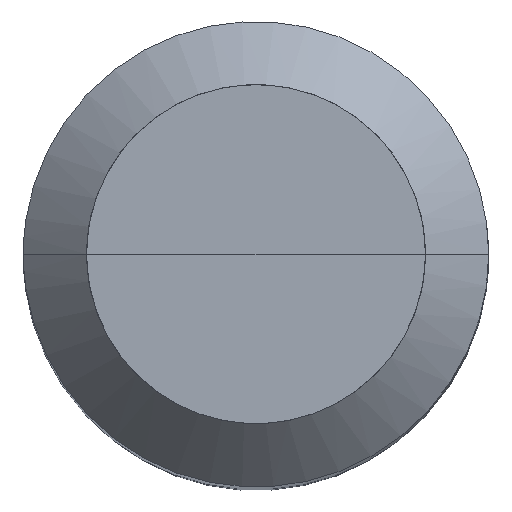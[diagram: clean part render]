
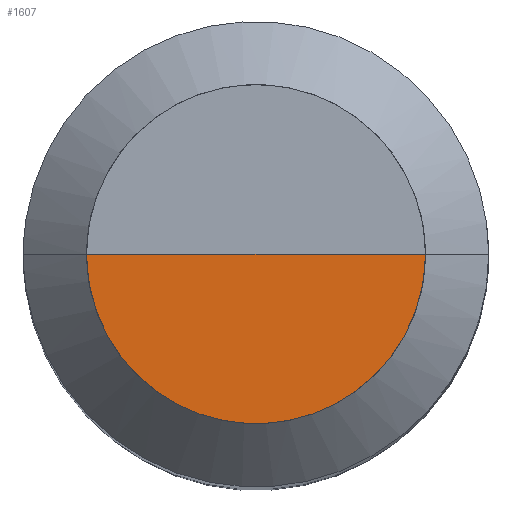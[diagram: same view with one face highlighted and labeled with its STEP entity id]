
A CAD part, top view. The second image highlights one B-rep face of the part: STEP entity #1607.
In plain terms, the highlighted free-form (B-spline) face has degree [1, 2] with [2, 5] control points.
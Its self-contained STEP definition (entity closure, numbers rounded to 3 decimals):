
#1250=CARTESIAN_POINT('',(5.1,0.0,45.0));
#1254=CARTESIAN_POINT('',(-5.1,0.0,45.0));
#1255=CARTESIAN_POINT('',(0.0,0.0,45.0));
#1268=CARTESIAN_POINT('',(-5.1,-5.1,45.0));
#1269=CARTESIAN_POINT('',(0.0,-5.1,45.0));
#1270=CARTESIAN_POINT('',(5.1,-5.1,45.0));
#1592=(
BOUNDED_SURFACE()
B_SPLINE_SURFACE(1,2,(
(#1254,#1268,#1269,#1270,#1250),
(#1255,#1255,#1255,#1255,#1255)
), .UNSPECIFIED.,.F.,.F.,.F.)
B_SPLINE_SURFACE_WITH_KNOTS((2,2),(3,2,3),(
0.0,1.0),(
0.0,0.5,1.0), .UNSPECIFIED.)
GEOMETRIC_REPRESENTATION_ITEM()
RATIONAL_B_SPLINE_SURFACE(((1.0,0.707,1.0,0.707,1.0),
(1.0,0.707,1.0,0.707,1.0)
))
REPRESENTATION_ITEM('')
SURFACE()
);
#1593=(
BOUNDED_CURVE()
B_SPLINE_CURVE(1,(#1255,#1250),.UNSPECIFIED.,.F.,.F.)
B_SPLINE_CURVE_WITH_KNOTS((2,2),
(0.0,1.0),.UNSPECIFIED.)
CURVE()
GEOMETRIC_REPRESENTATION_ITEM()
RATIONAL_B_SPLINE_CURVE((1.0,1.0))
REPRESENTATION_ITEM('')
);
#1594=(
BOUNDED_CURVE()
B_SPLINE_CURVE(2,(#1250,#1270,#1269,#1268,#1254),.UNSPECIFIED.,.F.,.F.)
B_SPLINE_CURVE_WITH_KNOTS((3,2,3),
(0.0,0.5,1.0),.UNSPECIFIED.)
CURVE()
GEOMETRIC_REPRESENTATION_ITEM()
RATIONAL_B_SPLINE_CURVE((1.0,0.707,1.0,0.707,1.0))
REPRESENTATION_ITEM('')
);
#1595=(
BOUNDED_CURVE()
B_SPLINE_CURVE(1,(#1254,#1255),.UNSPECIFIED.,.F.,.F.)
B_SPLINE_CURVE_WITH_KNOTS((2,2),
(0.0,1.0),.UNSPECIFIED.)
CURVE()
GEOMETRIC_REPRESENTATION_ITEM()
RATIONAL_B_SPLINE_CURVE((1.0,1.0))
REPRESENTATION_ITEM('')
);
#1596=VERTEX_POINT('',#1250);
#1597=VERTEX_POINT('',#1254);
#1598=VERTEX_POINT('',#1255);
#1599=EDGE_CURVE('',#1598,#1596,#1593,.T.);
#1600=EDGE_CURVE('',#1596,#1597,#1594,.T.);
#1601=EDGE_CURVE('',#1597,#1598,#1595,.T.);
#1602=ORIENTED_EDGE('',*,*,#1599,.T.);
#1603=ORIENTED_EDGE('',*,*,#1600,.T.);
#1604=ORIENTED_EDGE('',*,*,#1601,.T.);
#1605=EDGE_LOOP('',(#1602,#1603,#1604));
#1606=FACE_OUTER_BOUND('',#1605,.T.);
#1607=ADVANCED_FACE('',(#1606),#1592,.T.);
